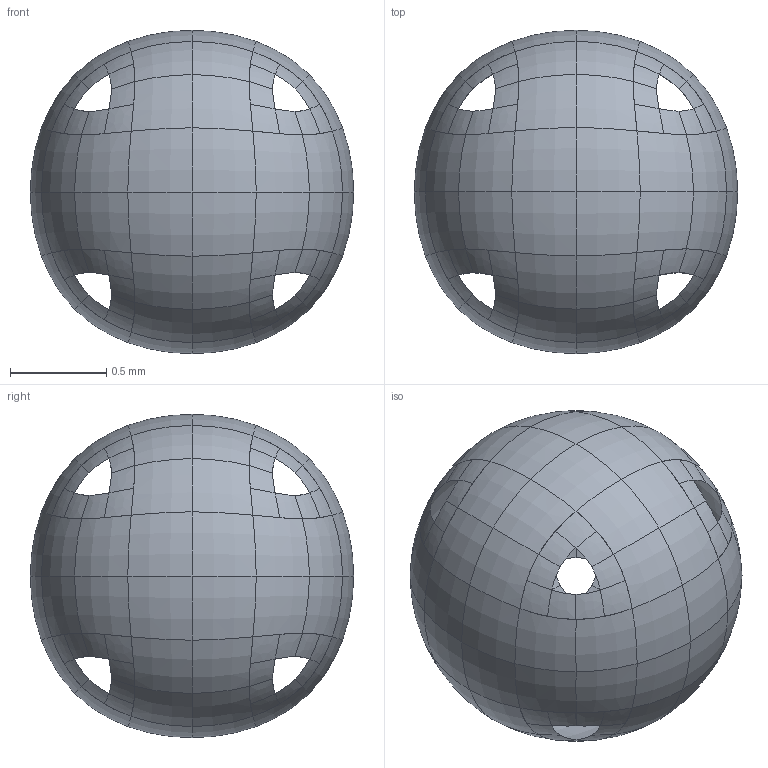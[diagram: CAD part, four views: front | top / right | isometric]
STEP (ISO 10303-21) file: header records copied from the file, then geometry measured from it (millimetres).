
FILE_DESCRIPTION(('Shape Data from Truck'), '2;1');
FILE_NAME('two_patches_surfaces_only.step', '2025-07-27 10:39:21.808613604', (('')), (('')), 'truck', '', '');
FILE_SCHEMA(('ISO-10303-042'));
Length unit declared in the file: millimetre
Bounding box: 1.68 x 1.68 x 1.68 mm (x, y, z)
Surface area: 8.9 mm2 (no closed solid volume)
Topology: 0 solids, 144 shells, 144 faces, 576 edges, 576 vertices
Faces by surface type: bspline 144
Entity records: 3181 total; most frequent: CARTESIAN_POINT 2304, FACE_SURFACE 144, FACE_BOUND 144, VERTEX_LOOP 144, VERTEX_POINT 144, POINT_ON_SURFACE 144, B_SPLINE_SURFACE_WITH_KNOTS 144, APPLICATION_PROTOCOL_DEFINITION 1
